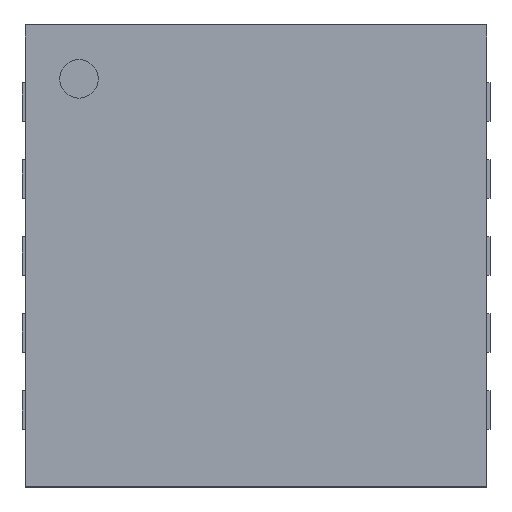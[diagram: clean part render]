
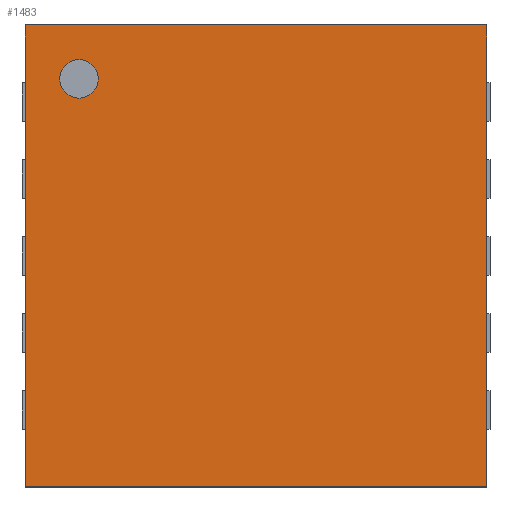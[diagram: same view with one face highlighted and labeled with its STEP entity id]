
A CAD part, top view. The second image highlights one B-rep face of the part: STEP entity #1483.
In plain terms, the highlighted planar face has unit normal (0, 0, 1).
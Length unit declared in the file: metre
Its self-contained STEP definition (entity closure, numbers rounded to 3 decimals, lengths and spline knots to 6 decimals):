
#99=CIRCLE('',#1981,0.000125);
#177=ORIENTED_EDGE('',*,*,#591,.F.);
#178=ORIENTED_EDGE('',*,*,#541,.F.);
#179=ORIENTED_EDGE('',*,*,#549,.T.);
#180=ORIENTED_EDGE('',*,*,#568,.T.);
#181=ORIENTED_EDGE('',*,*,#581,.F.);
#541=EDGE_CURVE('',#750,#751,#890,.T.);
#549=EDGE_CURVE('',#750,#758,#898,.T.);
#568=EDGE_CURVE('',#758,#775,#917,.T.);
#581=EDGE_CURVE('',#751,#775,#930,.T.);
#591=EDGE_CURVE('',#796,#796,#99,.T.);
#750=VERTEX_POINT('',#2459);
#751=VERTEX_POINT('',#2461);
#758=VERTEX_POINT('',#2476);
#775=VERTEX_POINT('',#2513);
#796=VERTEX_POINT('',#2560);
#890=LINE('',#2460,#1077);
#898=LINE('',#2477,#1085);
#917=LINE('',#2514,#1104);
#930=LINE('',#2540,#1117);
#1077=VECTOR('',#2078,1.);
#1085=VECTOR('',#2088,1.);
#1104=VECTOR('',#2109,1.);
#1117=VECTOR('',#2124,1.);
#1266=EDGE_LOOP('',(#177));
#1267=EDGE_LOOP('',(#178,#179,#180,#181));
#1343=FACE_BOUND('',#1266,.T.);
#1344=FACE_BOUND('',#1267,.T.);
#1420=PLANE('',#1980);
#1483=ADVANCED_FACE('',(#1343,#1344),#1420,.T.);
#1980=AXIS2_PLACEMENT_3D('',#2558,#2134,#2135);
#1981=AXIS2_PLACEMENT_3D('',#2559,#2136,#2137);
#2078=DIRECTION('',(1.,0.,0.));
#2088=DIRECTION('',(0.,-1.,0.));
#2109=DIRECTION('',(1.,0.,0.));
#2124=DIRECTION('',(0.,-1.,0.));
#2134=DIRECTION('',(0.,0.,1.));
#2135=DIRECTION('',(1.,0.,0.));
#2136=DIRECTION('',(0.,0.,1.));
#2137=DIRECTION('',(1.,0.,0.));
#2459=CARTESIAN_POINT('',(-0.0015,0.0015,0.00075));
#2460=CARTESIAN_POINT('',(0.,0.0015,0.00075));
#2461=CARTESIAN_POINT('',(0.0015,0.0015,0.00075));
#2476=CARTESIAN_POINT('',(-0.0015,-0.0015,0.00075));
#2477=CARTESIAN_POINT('',(-0.0015,0.,0.00075));
#2513=CARTESIAN_POINT('',(0.0015,-0.0015,0.00075));
#2514=CARTESIAN_POINT('',(0.,-0.0015,0.00075));
#2540=CARTESIAN_POINT('',(0.0015,0.,0.00075));
#2558=CARTESIAN_POINT('',(0.,0.,0.00075));
#2559=CARTESIAN_POINT('',(-0.00115,0.00115,0.00075));
#2560=CARTESIAN_POINT('',(-0.001025,0.00115,0.00075));
